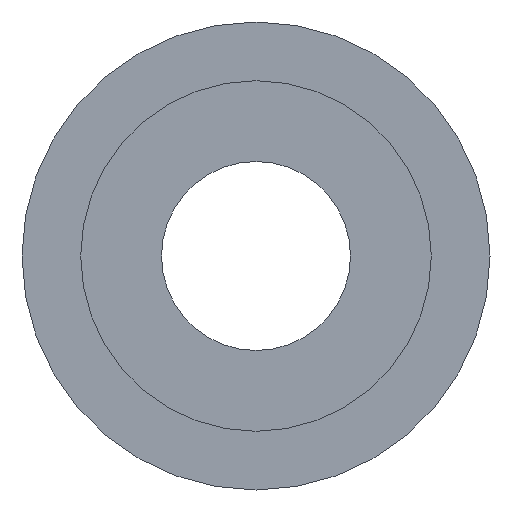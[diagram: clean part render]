
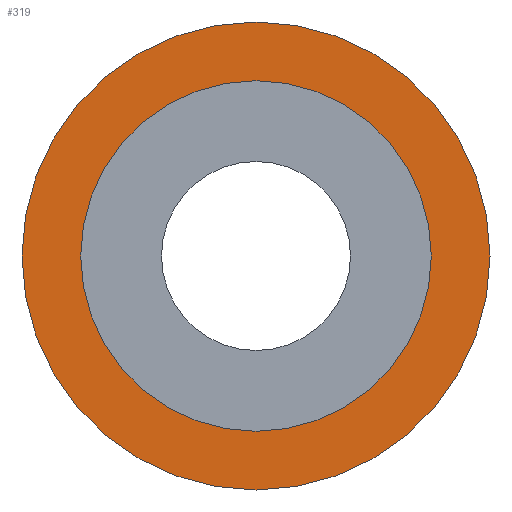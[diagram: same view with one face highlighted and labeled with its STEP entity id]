
A CAD part, front view. The second image highlights one B-rep face of the part: STEP entity #319.
In plain terms, the highlighted planar face has unit normal (0, -1, 0).
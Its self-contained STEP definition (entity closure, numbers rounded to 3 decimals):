
#19=FACE_BOUND('',#102,.T.);
#63=PLANE('',#383);
#80=FACE_OUTER_BOUND('',#101,.T.);
#101=EDGE_LOOP('',(#296,#297));
#102=EDGE_LOOP('',(#298,#299));
#114=CIRCLE('',#362,27.5);
#115=CIRCLE('',#363,27.5);
#126=CIRCLE('',#381,20.6);
#127=CIRCLE('',#382,20.6);
#151=VERTEX_POINT('',#551);
#152=VERTEX_POINT('',#553);
#163=VERTEX_POINT('',#586);
#164=VERTEX_POINT('',#588);
#192=EDGE_CURVE('',#151,#152,#114,.T.);
#193=EDGE_CURVE('',#152,#151,#115,.T.);
#208=EDGE_CURVE('',#164,#163,#126,.T.);
#209=EDGE_CURVE('',#163,#164,#127,.T.);
#296=ORIENTED_EDGE('',*,*,#193,.F.);
#297=ORIENTED_EDGE('',*,*,#192,.F.);
#298=ORIENTED_EDGE('',*,*,#208,.T.);
#299=ORIENTED_EDGE('',*,*,#209,.T.);
#319=ADVANCED_FACE('',(#80,#19),#63,.T.);
#362=AXIS2_PLACEMENT_3D('',#554,#440,#441);
#363=AXIS2_PLACEMENT_3D('',#555,#442,#443);
#381=AXIS2_PLACEMENT_3D('',#589,#482,#483);
#382=AXIS2_PLACEMENT_3D('',#590,#484,#485);
#383=AXIS2_PLACEMENT_3D('',#591,#486,#487);
#440=DIRECTION('center_axis',(0.,1.,0.));
#441=DIRECTION('ref_axis',(1.,0.,0.));
#442=DIRECTION('center_axis',(0.,1.,0.));
#443=DIRECTION('ref_axis',(1.,0.,0.));
#482=DIRECTION('center_axis',(0.,1.,0.));
#483=DIRECTION('ref_axis',(1.,0.,0.));
#484=DIRECTION('center_axis',(0.,1.,0.));
#485=DIRECTION('ref_axis',(1.,0.,0.));
#486=DIRECTION('center_axis',(0.,-1.,0.));
#487=DIRECTION('ref_axis',(0.,0.,-1.));
#551=CARTESIAN_POINT('',(27.5,0.,0.));
#553=CARTESIAN_POINT('',(-27.5,0.,0.));
#554=CARTESIAN_POINT('Origin',(0.,0.,0.));
#555=CARTESIAN_POINT('Origin',(0.,0.,0.));
#586=CARTESIAN_POINT('',(20.6,0.,0.));
#588=CARTESIAN_POINT('',(-20.6,0.,0.));
#589=CARTESIAN_POINT('Origin',(0.,0.,0.));
#590=CARTESIAN_POINT('Origin',(0.,0.,0.));
#591=CARTESIAN_POINT('Origin',(-27.5,0.,0.));
